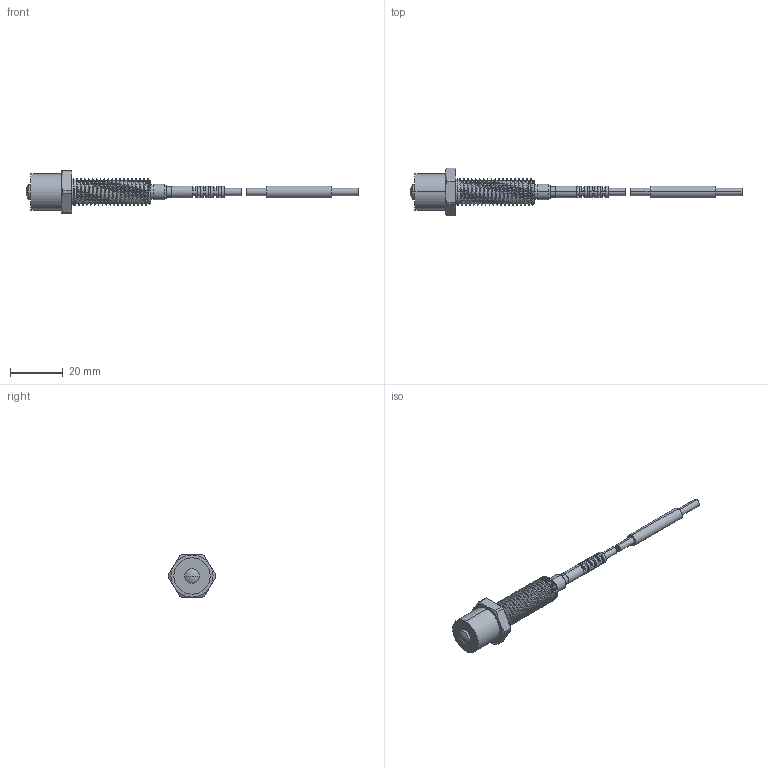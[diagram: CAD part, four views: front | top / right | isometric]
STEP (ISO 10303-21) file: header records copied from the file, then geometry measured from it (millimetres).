
FILE_DESCRIPTION (( 'STEP AP203' ), '1' );
FILE_NAME ('STP100DA-L.STEP', '2017-11-24T01:29:32', ( '' ), ( '' ), 'SwSTEP 2.0', 'SolidWorks 2017', '' );
FILE_SCHEMA (( 'CONFIG_CONTROL_DESIGN' ));
Length unit declared in the file: millimetre
Products named in the file (1): STP100DA-L
Bounding box: 126.4 x 18 x 16 mm (x, y, z)
Volume: 5612.5 mm3; surface area: 3594.5 mm2
Topology: 2 solids, 2 shells, 169 faces, 438 edges, 289 vertices
Faces by surface type: cylinder 81, plane 68, cone 15, bspline 3, sphere 2
Entity records: 9306 total; most frequent: CARTESIAN_POINT 5253, ORIENTED_EDGE 876, DIRECTION 806, EDGE_CURVE 438, AXIS2_PLACEMENT_3D 308, VERTEX_POINT 289, VECTOR 190, LINE 190
